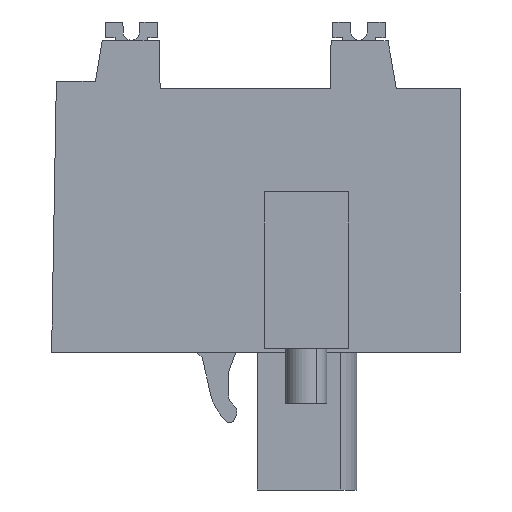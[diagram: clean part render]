
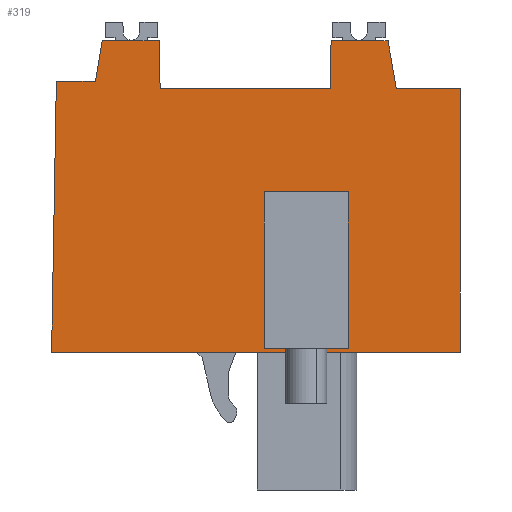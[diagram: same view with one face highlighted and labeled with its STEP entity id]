
A CAD part, left-side view. The second image highlights one B-rep face of the part: STEP entity #319.
In plain terms, the highlighted planar face has unit normal (-1, 0, 0).
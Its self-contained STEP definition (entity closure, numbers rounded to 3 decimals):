
#201=AXIS2_PLACEMENT_3D('Plane Axis2P3D',#198,#199,#200) ;
#40=CARTESIAN_POINT('Vertex',(4.81,21.679,27.192)) ;
#45=CARTESIAN_POINT('Line Origine',(4.81,19.954,27.192)) ;
#49=CARTESIAN_POINT('Vertex',(4.81,18.23,27.192)) ;
#170=CARTESIAN_POINT('Line Origine',(4.81,18.204,25.742)) ;
#174=CARTESIAN_POINT('Vertex',(4.81,18.179,24.292)) ;
#198=CARTESIAN_POINT('Axis2P3D Location',(4.81,0.,0.)) ;
#203=CARTESIAN_POINT('Line Origine',(4.81,21.89,25.967)) ;
#207=CARTESIAN_POINT('Vertex',(4.81,22.101,24.742)) ;
#210=CARTESIAN_POINT('Line Origine',(4.81,23.281,24.742)) ;
#214=CARTESIAN_POINT('Vertex',(4.81,24.461,24.742)) ;
#217=CARTESIAN_POINT('Line Origine',(4.81,24.604,16.546)) ;
#221=CARTESIAN_POINT('Vertex',(4.81,24.747,8.35)) ;
#224=CARTESIAN_POINT('Line Origine',(4.81,12.373,8.35)) ;
#228=CARTESIAN_POINT('Vertex',(4.81,0.,8.35)) ;
#231=CARTESIAN_POINT('Line Origine',(4.81,0.,16.321)) ;
#235=CARTESIAN_POINT('Vertex',(4.81,0.,24.292)) ;
#238=CARTESIAN_POINT('Line Origine',(4.81,1.939,24.292)) ;
#242=CARTESIAN_POINT('Vertex',(4.81,3.879,24.292)) ;
#245=CARTESIAN_POINT('Line Origine',(4.81,4.129,25.742)) ;
#249=CARTESIAN_POINT('Vertex',(4.81,4.379,27.192)) ;
#252=CARTESIAN_POINT('Line Origine',(4.81,6.104,27.192)) ;
#256=CARTESIAN_POINT('Vertex',(4.81,7.828,27.192)) ;
#259=CARTESIAN_POINT('Line Origine',(4.81,7.854,25.742)) ;
#263=CARTESIAN_POINT('Vertex',(4.81,7.879,24.292)) ;
#266=CARTESIAN_POINT('Line Origine',(4.81,13.029,24.292)) ;
#285=CARTESIAN_POINT('Line Origine',(4.81,9.331,8.552)) ;
#289=CARTESIAN_POINT('Vertex',(4.81,11.881,8.552)) ;
#291=CARTESIAN_POINT('Vertex',(4.81,6.781,8.552)) ;
#294=CARTESIAN_POINT('Line Origine',(4.81,11.881,13.302)) ;
#298=CARTESIAN_POINT('Vertex',(4.81,11.881,18.052)) ;
#301=CARTESIAN_POINT('Line Origine',(4.81,9.331,18.052)) ;
#305=CARTESIAN_POINT('Vertex',(4.81,6.781,18.052)) ;
#308=CARTESIAN_POINT('Line Origine',(4.81,6.781,13.302)) ;
#46=DIRECTION('Vector Direction',(0.,-1.,0.)) ;
#171=DIRECTION('Vector Direction',(0.,-0.017,-1.)) ;
#199=DIRECTION('Axis2P3D Direction',(-1.,0.,0.)) ;
#200=DIRECTION('Axis2P3D XDirection',(0.,0.,1.)) ;
#204=DIRECTION('Vector Direction',(0.,-0.17,0.985)) ;
#211=DIRECTION('Vector Direction',(0.,-1.,0.)) ;
#218=DIRECTION('Vector Direction',(0.,0.017,-1.)) ;
#225=DIRECTION('Vector Direction',(0.,-1.,0.)) ;
#232=DIRECTION('Vector Direction',(0.,0.,1.)) ;
#239=DIRECTION('Vector Direction',(0.,-1.,0.)) ;
#246=DIRECTION('Vector Direction',(0.,-0.17,-0.985)) ;
#253=DIRECTION('Vector Direction',(0.,-1.,0.)) ;
#260=DIRECTION('Vector Direction',(0.,-0.017,1.)) ;
#267=DIRECTION('Vector Direction',(0.,-1.,0.)) ;
#286=DIRECTION('Vector Direction',(0.,-1.,0.)) ;
#295=DIRECTION('Vector Direction',(0.,0.,-1.)) ;
#302=DIRECTION('Vector Direction',(0.,-1.,0.)) ;
#309=DIRECTION('Vector Direction',(0.,0.,-1.)) ;
#47=VECTOR('Line Direction',#46,1.) ;
#172=VECTOR('Line Direction',#171,1.) ;
#205=VECTOR('Line Direction',#204,1.) ;
#212=VECTOR('Line Direction',#211,1.) ;
#219=VECTOR('Line Direction',#218,1.) ;
#226=VECTOR('Line Direction',#225,1.) ;
#233=VECTOR('Line Direction',#232,1.) ;
#240=VECTOR('Line Direction',#239,1.) ;
#247=VECTOR('Line Direction',#246,1.) ;
#254=VECTOR('Line Direction',#253,1.) ;
#261=VECTOR('Line Direction',#260,1.) ;
#268=VECTOR('Line Direction',#267,1.) ;
#287=VECTOR('Line Direction',#286,1.) ;
#296=VECTOR('Line Direction',#295,1.) ;
#303=VECTOR('Line Direction',#302,1.) ;
#310=VECTOR('Line Direction',#309,1.) ;
#272=ORIENTED_EDGE('',*,*,#176,.T.) ;
#273=ORIENTED_EDGE('',*,*,#51,.T.) ;
#274=ORIENTED_EDGE('',*,*,#209,.T.) ;
#275=ORIENTED_EDGE('',*,*,#216,.T.) ;
#276=ORIENTED_EDGE('',*,*,#223,.T.) ;
#277=ORIENTED_EDGE('',*,*,#230,.T.) ;
#278=ORIENTED_EDGE('',*,*,#237,.T.) ;
#279=ORIENTED_EDGE('',*,*,#244,.T.) ;
#280=ORIENTED_EDGE('',*,*,#251,.T.) ;
#281=ORIENTED_EDGE('',*,*,#258,.T.) ;
#282=ORIENTED_EDGE('',*,*,#265,.T.) ;
#283=ORIENTED_EDGE('',*,*,#270,.T.) ;
#314=ORIENTED_EDGE('',*,*,#293,.F.) ;
#315=ORIENTED_EDGE('',*,*,#300,.F.) ;
#316=ORIENTED_EDGE('',*,*,#307,.F.) ;
#317=ORIENTED_EDGE('',*,*,#312,.T.) ;
#318=FACE_BOUND('',#313,.T.) ;
#319=ADVANCED_FACE('HOUSING',(#284,#318),#202,.T.) ;
#51=EDGE_CURVE('',#50,#41,#48,.F.) ;
#176=EDGE_CURVE('',#175,#50,#173,.F.) ;
#209=EDGE_CURVE('',#41,#208,#206,.F.) ;
#216=EDGE_CURVE('',#208,#215,#213,.F.) ;
#223=EDGE_CURVE('',#215,#222,#220,.T.) ;
#230=EDGE_CURVE('',#222,#229,#227,.T.) ;
#237=EDGE_CURVE('',#229,#236,#234,.T.) ;
#244=EDGE_CURVE('',#236,#243,#241,.F.) ;
#251=EDGE_CURVE('',#243,#250,#248,.F.) ;
#258=EDGE_CURVE('',#250,#257,#255,.F.) ;
#265=EDGE_CURVE('',#257,#264,#262,.F.) ;
#270=EDGE_CURVE('',#264,#175,#269,.F.) ;
#293=EDGE_CURVE('',#290,#292,#288,.T.) ;
#300=EDGE_CURVE('',#299,#290,#297,.T.) ;
#307=EDGE_CURVE('',#306,#299,#304,.F.) ;
#312=EDGE_CURVE('',#306,#292,#311,.T.) ;
#271=EDGE_LOOP('',(#272,#273,#274,#275,#276,#277,#278,#279,#280,#281,#282,#283)) ;
#313=EDGE_LOOP('',(#314,#315,#316,#317)) ;
#284=FACE_OUTER_BOUND('',#271,.T.) ;
#48=LINE('Line',#45,#47) ;
#173=LINE('Line',#170,#172) ;
#206=LINE('Line',#203,#205) ;
#213=LINE('Line',#210,#212) ;
#220=LINE('Line',#217,#219) ;
#227=LINE('Line',#224,#226) ;
#234=LINE('Line',#231,#233) ;
#241=LINE('Line',#238,#240) ;
#248=LINE('Line',#245,#247) ;
#255=LINE('Line',#252,#254) ;
#262=LINE('Line',#259,#261) ;
#269=LINE('Line',#266,#268) ;
#288=LINE('Line',#285,#287) ;
#297=LINE('Line',#294,#296) ;
#304=LINE('Line',#301,#303) ;
#311=LINE('Line',#308,#310) ;
#202=PLANE('',#201) ;
#41=VERTEX_POINT('',#40) ;
#50=VERTEX_POINT('',#49) ;
#175=VERTEX_POINT('',#174) ;
#208=VERTEX_POINT('',#207) ;
#215=VERTEX_POINT('',#214) ;
#222=VERTEX_POINT('',#221) ;
#229=VERTEX_POINT('',#228) ;
#236=VERTEX_POINT('',#235) ;
#243=VERTEX_POINT('',#242) ;
#250=VERTEX_POINT('',#249) ;
#257=VERTEX_POINT('',#256) ;
#264=VERTEX_POINT('',#263) ;
#290=VERTEX_POINT('',#289) ;
#292=VERTEX_POINT('',#291) ;
#299=VERTEX_POINT('',#298) ;
#306=VERTEX_POINT('',#305) ;
